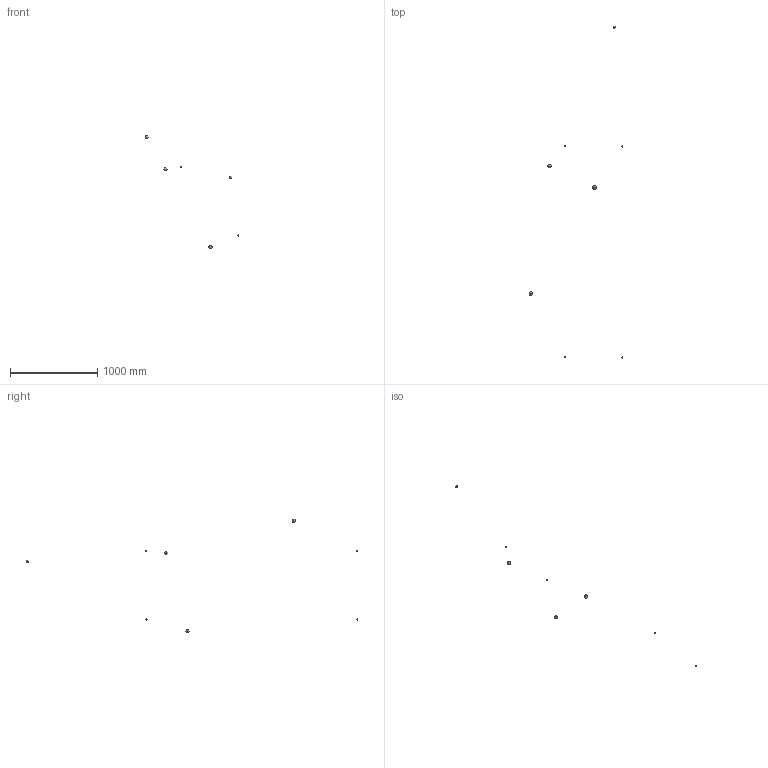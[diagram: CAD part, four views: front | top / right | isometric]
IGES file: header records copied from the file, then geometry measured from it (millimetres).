
Start section: START RECORD GO HERE.
Global section: file name: 65707-2 point cloud 2.igs; native system: IBM CATIA IGES - CATIA Version 5 Release 15 ; preprocessor: CATIA Version 5 Release 15 ; author: bowlink; organization: MAJOR_TOOL; date: 20051207.175130; units: inch
Bounding box: 1073.47 x 3796.98 x 1300.93 mm (x, y, z)
Surface area: 18437.7 mm2 (no closed solid volume)
Topology: 0 solids, 0 shells, 9 faces, 144 edges, 1809 vertices
Faces by surface type: revolution 9
